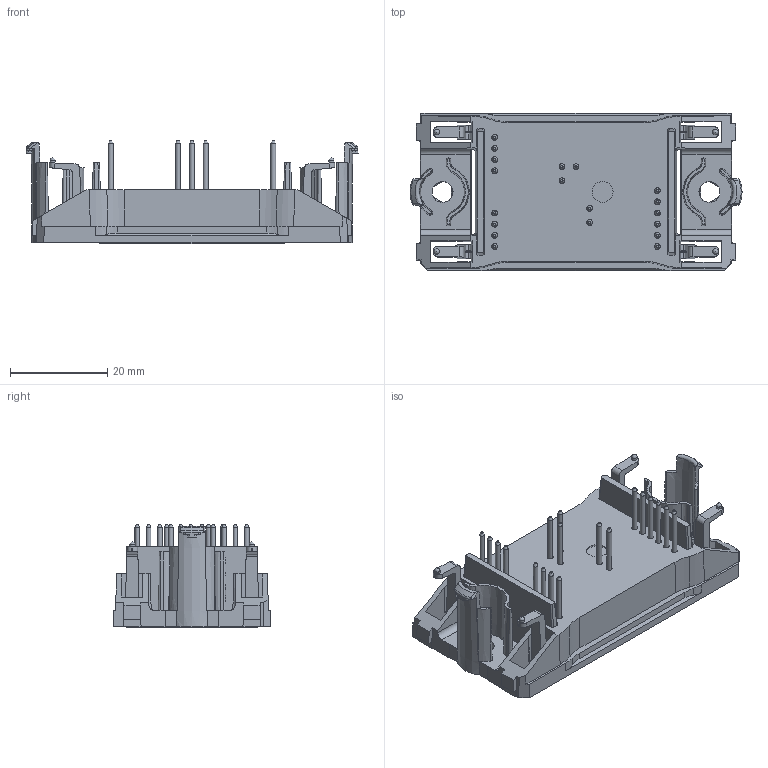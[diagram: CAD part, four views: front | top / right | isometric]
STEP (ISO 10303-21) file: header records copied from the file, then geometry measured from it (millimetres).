
FILE_DESCRIPTION(/* description */ ('Unknown'),/* implementation_level */ '2;1');
FILE_NAME(/* name */ 'Flow0-2C17W-P990(190)-01-OL',/* time_stamp */ '2015-12-09T10:11:50+01:00',/* author */ ('Unknown'),/* organization */ ('Unknown'),/* preprocessor_version */ 'ST-DEVELOPER v16',/* originating_system */ 'DEX',/* authorisation */ $);
FILE_SCHEMA (('AUTOMOTIVE_DESIGN {1 0 10303 214 3 1 1}'));
Length unit declared in the file: millimetre
Products named in the file (1): Flow0-2C17W-P990(190)-01-OL
Bounding box: 68.4 x 32.5 x 21.28 mm (x, y, z)
Volume: 17551.8 mm3; surface area: 10670.6 mm2
Topology: 1 solids, 1 shells, 480 faces, 1270 edges, 824 vertices
Faces by surface type: plane 292, cylinder 123, cone 53, sphere 4, bspline 4, torus 4
Full cylindrical faces by diameter (mm): 1 x19, 1.1 x4, 1.2 x19, 4.3 x1
Entity records: 18037 total; most frequent: CARTESIAN_POINT 2901, DIRECTION 2482, ORIENTED_EDGE 2346, EDGE_CURVE 1173, AXIS2_PLACEMENT_3D 864, VERTEX_POINT 797, LINE 754, VECTOR 754
